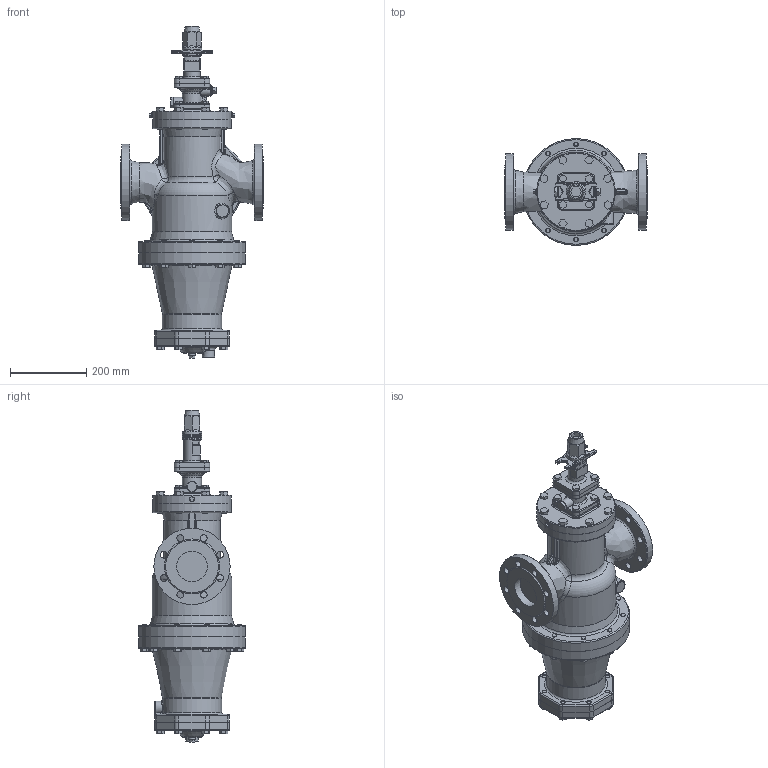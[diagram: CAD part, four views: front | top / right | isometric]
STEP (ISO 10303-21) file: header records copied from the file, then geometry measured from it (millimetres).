
FILE_DESCRIPTION(/* description */ (''),/* implementation_level */ '2;1');
FILE_NAME(/* name */ 'cos16-080-e0025-00.stp',/* time_stamp */ '2017-10-11T08:23:51+09:00',/* author */ ('nakaot'),/* organization */ (''),/* preprocessor_version */ 'ST-DEVELOPER v15.6',/* originating_system */ 'Autodesk Inventor 2015',/* authorisation */ '');
FILE_SCHEMA (('CONFIG_CONTROL_DESIGN'));
Length unit declared in the file: millimetre
Products named in the file (1): cos16-080-e0025-00
Bounding box: 374 x 280 x 870.4 mm (x, y, z)
Volume: 22036766.2 mm3; surface area: 1183290 mm2
Topology: 6 solids, 6 shells, 1023 faces, 2469 edges, 1555 vertices
Faces by surface type: plane 496, cylinder 293, bspline 116, torus 66, sphere 30, cone 22
Full cylindrical faces by diameter (mm): 8.376 x4, 10 x4, 10.106 x26, 12 x30, 14 x26, 17.475 x1, 18 x16, 27 x1, 30 x1, 32 x1, 42 x1, 44.924 x1, 48.648 x1, 51 x1, 52 x1, 80 x2, 94.101 x1, 111.052 x1, 155 x1, 193.783 x1, 200 x2, 206 x2, 208 x1, 280 x2
Entity records: 35008 total; most frequent: CARTESIAN_POINT 12613, DIRECTION 4487, ORIENTED_EDGE 4414, EDGE_CURVE 2207, AXIS2_PLACEMENT_3D 1685, VERTEX_POINT 1465, EDGE_LOOP 1374, LINE 1117
